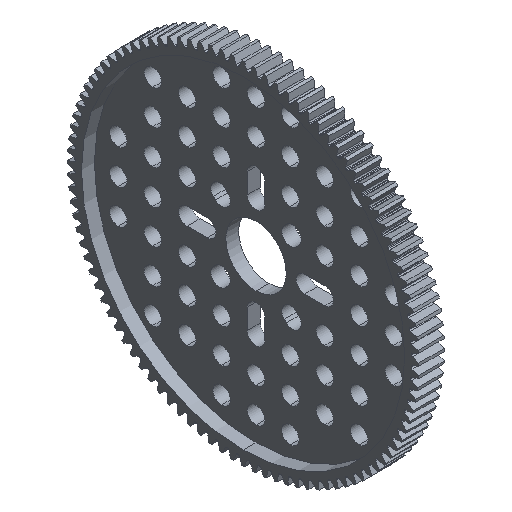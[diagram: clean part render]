
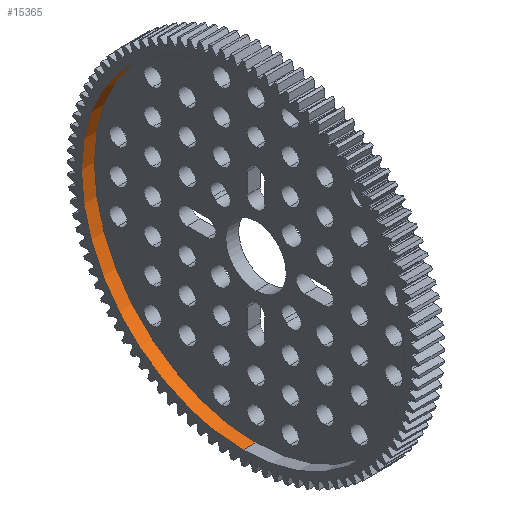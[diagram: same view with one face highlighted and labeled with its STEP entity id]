
A CAD part, isometric view. The second image highlights one B-rep face of the part: STEP entity #15365.
In plain terms, the highlighted cylindrical face has radius 37.574 mm (diameter 75.149 mm), a partial arc.
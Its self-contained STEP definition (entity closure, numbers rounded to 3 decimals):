
#778 = DIRECTION ( 'NONE',  ( 0., 0., 1. ) ) ;
#833 = AXIS2_PLACEMENT_3D ( 'NONE', #8948, #6529, #17362 ) ;
#943 = EDGE_CURVE ( 'NONE', #22323, #10300, #12910, .T. ) ;
#1407 = CARTESIAN_POINT ( 'NONE',  ( -1.5, 0., 0. ) ) ;
#1422 = AXIS2_PLACEMENT_3D ( 'NONE', #3275, #28003, #778 ) ;
#3275 = CARTESIAN_POINT ( 'NONE',  ( -1.5, 0., 0. ) ) ;
#4789 = ORIENTED_EDGE ( 'NONE', *, *, #27957, .T. ) ;
#5094 = CARTESIAN_POINT ( 'NONE',  ( -4.5, 0., 37.574 ) ) ;
#5946 = VERTEX_POINT ( 'NONE', #9660 ) ;
#6457 = VERTEX_POINT ( 'NONE', #12831 ) ;
#6529 = DIRECTION ( 'NONE',  ( -1., 0., 0. ) ) ;
#7353 = AXIS2_PLACEMENT_3D ( 'NONE', #1407, #28887, #12434 ) ;
#7645 = LINE ( 'NONE', #14133, #12382 ) ;
#8261 = EDGE_LOOP ( 'NONE', ( #26442, #25462, #4789, #22945 ) ) ;
#8948 = CARTESIAN_POINT ( 'NONE',  ( -4.5, 0., 0. ) ) ;
#9660 = CARTESIAN_POINT ( 'NONE',  ( -1.5, 0., -37.574 ) ) ;
#10300 = VERTEX_POINT ( 'NONE', #23454 ) ;
#12382 = VECTOR ( 'NONE', #27345, 1000. ) ;
#12434 = DIRECTION ( 'NONE',  ( 0., 0., 1. ) ) ;
#12831 = CARTESIAN_POINT ( 'NONE',  ( -1.5, 0., 37.574 ) ) ;
#12910 = CIRCLE ( 'NONE', #833, 37.574 ) ;
#13961 = CIRCLE ( 'NONE', #1422, 37.574 ) ;
#14133 = CARTESIAN_POINT ( 'NONE',  ( -1.5, 0., -37.574 ) ) ;
#15365 = ADVANCED_FACE ( 'NONE', ( #29983 ), #20518, .F. ) ;
#17362 = DIRECTION ( 'NONE',  ( 0., 0., 1. ) ) ;
#20518 = CYLINDRICAL_SURFACE ( 'NONE', #7353, 37.574 ) ;
#20837 = VECTOR ( 'NONE', #21075, 1000. ) ;
#21075 = DIRECTION ( 'NONE',  ( -1., 0., 0. ) ) ;
#22323 = VERTEX_POINT ( 'NONE', #5094 ) ;
#22945 = ORIENTED_EDGE ( 'NONE', *, *, #943, .T. ) ;
#23436 = LINE ( 'NONE', #32351, #20837 ) ;
#23454 = CARTESIAN_POINT ( 'NONE',  ( -4.5, 0., -37.574 ) ) ;
#25462 = ORIENTED_EDGE ( 'NONE', *, *, #27800, .F. ) ;
#26442 = ORIENTED_EDGE ( 'NONE', *, *, #31510, .F. ) ;
#27345 = DIRECTION ( 'NONE',  ( -1., 0., 0. ) ) ;
#27800 = EDGE_CURVE ( 'NONE', #6457, #5946, #13961, .T. ) ;
#27957 = EDGE_CURVE ( 'NONE', #6457, #22323, #23436, .T. ) ;
#28003 = DIRECTION ( 'NONE',  ( -1., 0., 0. ) ) ;
#28887 = DIRECTION ( 'NONE',  ( -1., 0., 0. ) ) ;
#29983 = FACE_OUTER_BOUND ( 'NONE', #8261, .T. ) ;
#31510 = EDGE_CURVE ( 'NONE', #5946, #10300, #7645, .T. ) ;
#32351 = CARTESIAN_POINT ( 'NONE',  ( -1.5, 0., 37.574 ) ) ;
